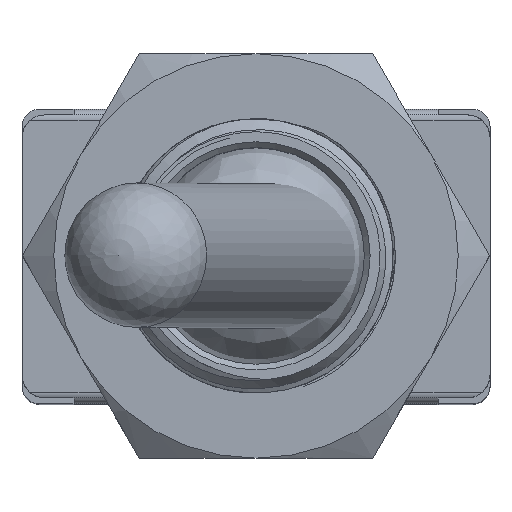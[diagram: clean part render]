
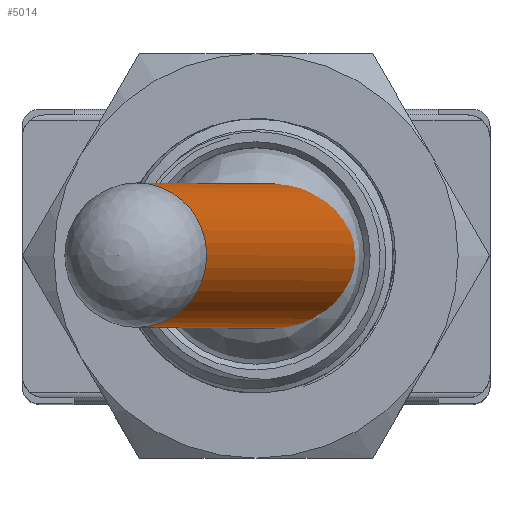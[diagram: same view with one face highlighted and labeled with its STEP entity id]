
A CAD part, top view. The second image highlights one B-rep face of the part: STEP entity #5014.
In plain terms, the highlighted cylindrical face has radius 1.25 mm (diameter 2.5 mm), a full revolution.
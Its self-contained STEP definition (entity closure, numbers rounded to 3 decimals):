
#754=FACE_OUTER_BOUND('',#1055,.T.);
#1055=EDGE_LOOP('',(#4517,#4518,#4519,#4520));
#1499=LINE('',#11080,#1921);
#1921=VECTOR('',#6228,1.25);
#1995=CIRCLE('',#5302,1.25);
#1996=CIRCLE('',#5304,1.25);
#2443=VERTEX_POINT('',#11072);
#2444=VERTEX_POINT('',#11075);
#3143=EDGE_CURVE('',#2443,#2443,#1995,.T.);
#3144=EDGE_CURVE('',#2444,#2444,#1996,.T.);
#3146=EDGE_CURVE('',#2444,#2443,#1499,.T.);
#4517=ORIENTED_EDGE('',*,*,#3144,.F.);
#4518=ORIENTED_EDGE('',*,*,#3146,.T.);
#4519=ORIENTED_EDGE('',*,*,#3143,.T.);
#4520=ORIENTED_EDGE('',*,*,#3146,.F.);
#4766=CYLINDRICAL_SURFACE('',#5306,1.25);
#5014=ADVANCED_FACE('',(#754),#4766,.T.);
#5302=AXIS2_PLACEMENT_3D('',#11073,#6218,#6219);
#5304=AXIS2_PLACEMENT_3D('',#11076,#6222,#6223);
#5306=AXIS2_PLACEMENT_3D('',#11079,#6226,#6227);
#6218=DIRECTION('center_axis',(-0.259,0.,0.966));
#6219=DIRECTION('ref_axis',(0.966,0.,0.259));
#6222=DIRECTION('center_axis',(-0.259,0.,0.966));
#6223=DIRECTION('ref_axis',(0.966,0.,0.259));
#6226=DIRECTION('center_axis',(-0.259,0.,0.966));
#6227=DIRECTION('ref_axis',(0.966,0.,0.259));
#6228=DIRECTION('',(0.259,0.,-0.966));
#11072=CARTESIAN_POINT('',(-0.642,0.,10.164));
#11073=CARTESIAN_POINT('Origin',(0.566,0.,10.487));
#11075=CARTESIAN_POINT('',(-3.269,0.,19.968));
#11076=CARTESIAN_POINT('Origin',(-2.061,0.,20.292));
#11079=CARTESIAN_POINT('Origin',(-1.026,0.,16.428));
#11080=CARTESIAN_POINT('',(-2.233,0.,16.104));
